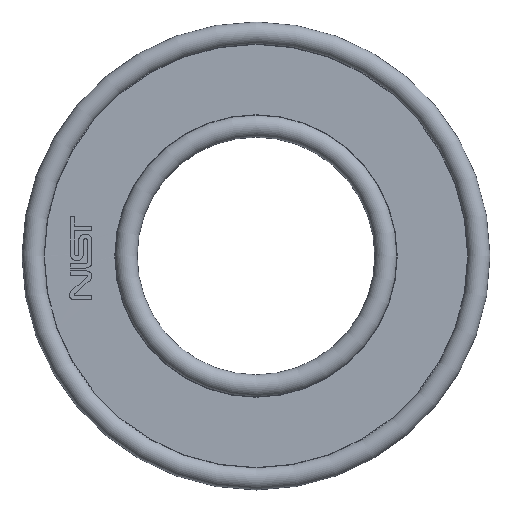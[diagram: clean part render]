
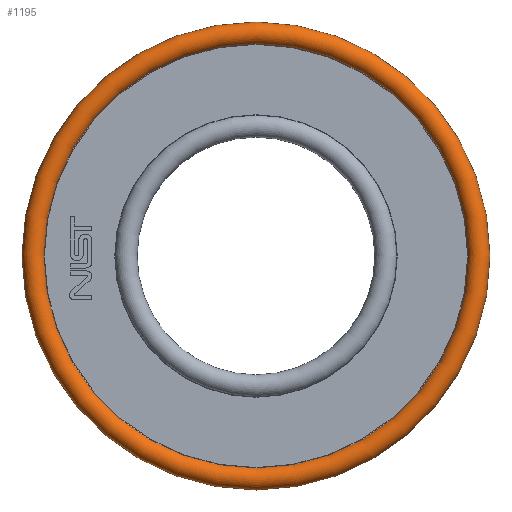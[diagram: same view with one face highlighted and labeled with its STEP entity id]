
A CAD part, top view. The second image highlights one B-rep face of the part: STEP entity #1195.
In plain terms, the highlighted toroidal (fillet/blend) face has major radius 30 mm and minor radius 1.5 mm.
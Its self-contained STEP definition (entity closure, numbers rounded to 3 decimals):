
#467=TOROIDAL_SURFACE('',#1311,30.,1.5);
#487=CIRCLE('',#1310,31.5);
#488=CIRCLE('',#1312,28.585);
#691=ORIENTED_EDGE('',*,*,#898,.T.);
#692=ORIENTED_EDGE('',*,*,#897,.F.);
#897=EDGE_CURVE('',#1001,#1001,#487,.T.);
#898=EDGE_CURVE('',#1002,#1002,#488,.T.);
#1001=VERTEX_POINT('',#1824);
#1002=VERTEX_POINT('',#1827);
#1055=EDGE_LOOP('',(#691));
#1056=EDGE_LOOP('',(#692));
#1107=FACE_BOUND('',#1055,.T.);
#1108=FACE_BOUND('',#1056,.T.);
#1195=ADVANCED_FACE('',(#1107,#1108),#467,.T.);
#1310=AXIS2_PLACEMENT_3D('',#1823,#1451,#1452);
#1311=AXIS2_PLACEMENT_3D('',#1825,#1453,#1454);
#1312=AXIS2_PLACEMENT_3D('',#1826,#1455,#1456);
#1451=DIRECTION('',(0.,0.,-1.));
#1452=DIRECTION('',(-1.,0.,0.));
#1453=DIRECTION('',(0.,0.,-1.));
#1454=DIRECTION('',(-1.,0.,0.));
#1455=DIRECTION('',(0.,0.,-1.));
#1456=DIRECTION('',(-1.,0.,0.));
#1823=CARTESIAN_POINT('',(0.,0.,0.));
#1824=CARTESIAN_POINT('',(-31.5,0.,0.));
#1825=CARTESIAN_POINT('',(0.,0.,0.));
#1826=CARTESIAN_POINT('',(0.,0.,0.497));
#1827=CARTESIAN_POINT('',(-28.585,0.,0.497));
